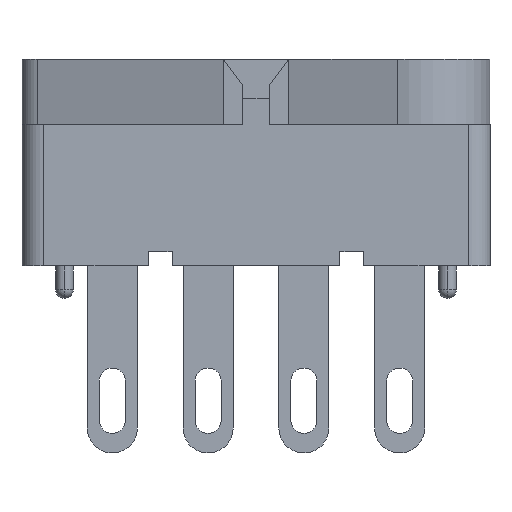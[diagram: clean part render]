
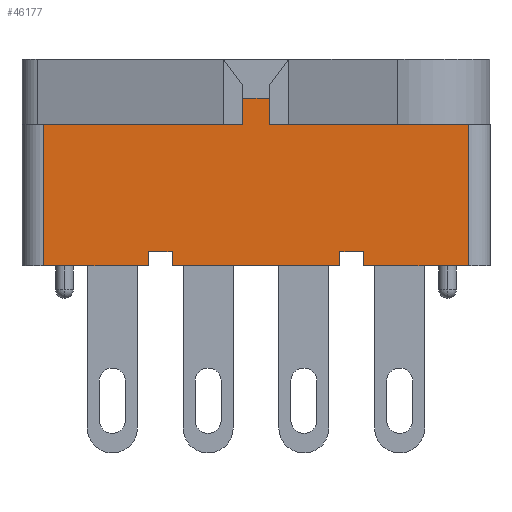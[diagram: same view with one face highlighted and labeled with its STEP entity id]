
A CAD part, front view. The second image highlights one B-rep face of the part: STEP entity #46177.
In plain terms, the highlighted planar face has unit normal (0, -1, 0).
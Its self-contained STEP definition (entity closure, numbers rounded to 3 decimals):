
#2061 = PLANE ( 'NONE',  #45376 ) ;
#2077 = CARTESIAN_POINT ( 'NONE',  ( 9.752, -12.702, -8. ) ) ;
#2078 = DIRECTION ( 'NONE',  ( 0., 1., 0. ) ) ;
#2080 = DIRECTION ( 'NONE',  ( 0., 0., 1. ) ) ;
#3906 = FACE_OUTER_BOUND ( 'NONE', #51004, .T. ) ;
#24487 = CARTESIAN_POINT ( 'NONE',  ( 9.752, -12.702, -1.5 ) ) ;
#24742 = CARTESIAN_POINT ( 'NONE',  ( -0.598, -12.702, -0.3 ) ) ;
#24743 = CARTESIAN_POINT ( 'NONE',  ( 3.852, -12.702, -7.35 ) ) ;
#24749 = CARTESIAN_POINT ( 'NONE',  ( -3.848, -12.702, -7.35 ) ) ;
#24750 = CARTESIAN_POINT ( 'NONE',  ( -4.948, -12.702, -7.35 ) ) ;
#24752 = CARTESIAN_POINT ( 'NONE',  ( 4.952, -12.702, -7.35 ) ) ;
#24754 = CARTESIAN_POINT ( 'NONE',  ( 0.602, -12.702, -0.3 ) ) ;
#24756 = CARTESIAN_POINT ( 'NONE',  ( 0.602, -12.702, -1.5 ) ) ;
#25118 = CARTESIAN_POINT ( 'NONE',  ( -9.748, -12.702, -1.5 ) ) ;
#25120 = CARTESIAN_POINT ( 'NONE',  ( -0.598, -12.702, -1.5 ) ) ;
#25183 = CARTESIAN_POINT ( 'NONE',  ( 9.752, -12.702, -8. ) ) ;
#25196 = CARTESIAN_POINT ( 'NONE',  ( 4.952, -12.702, -8. ) ) ;
#25311 = CARTESIAN_POINT ( 'NONE',  ( -3.848, -12.702, -8. ) ) ;
#25335 = LINE ( 'NONE', #27383, #25345 ) ;
#25345 = VECTOR ( 'NONE', #27403, 1000. ) ;
#25497 = LINE ( 'NONE', #29562, #25499 ) ;
#25499 = VECTOR ( 'NONE', #29546, 1000. ) ;
#25600 = LINE ( 'NONE', #29836, #25607 ) ;
#25607 = VECTOR ( 'NONE', #29844, 1000. ) ;
#26495 = CARTESIAN_POINT ( 'NONE',  ( 3.852, -12.702, -8. ) ) ;
#26559 = CARTESIAN_POINT ( 'NONE',  ( -9.748, -12.702, -8. ) ) ;
#26572 = CARTESIAN_POINT ( 'NONE',  ( -4.948, -12.702, -8. ) ) ;
#27383 = CARTESIAN_POINT ( 'NONE',  ( 9.752, -12.702, -8. ) ) ;
#27403 = DIRECTION ( 'NONE',  ( -1., 0., 0. ) ) ;
#29546 = DIRECTION ( 'NONE',  ( -1., 0., 0. ) ) ;
#29562 = CARTESIAN_POINT ( 'NONE',  ( 9.752, -12.702, -8. ) ) ;
#29836 = CARTESIAN_POINT ( 'NONE',  ( 9.752, -12.702, -1.5 ) ) ;
#29844 = DIRECTION ( 'NONE',  ( -1., 0., 0. ) ) ;
#33344 = LINE ( 'NONE', #35028, #33352 ) ;
#33352 = VECTOR ( 'NONE', #35032, 1000. ) ;
#33504 = LINE ( 'NONE', #35205, #33507 ) ;
#33506 = LINE ( 'NONE', #35207, #33509 ) ;
#33507 = VECTOR ( 'NONE', #35206, 1000. ) ;
#33508 = LINE ( 'NONE', #35209, #33511 ) ;
#33509 = VECTOR ( 'NONE', #35208, 1000. ) ;
#33510 = LINE ( 'NONE', #35211, #33513 ) ;
#33511 = VECTOR ( 'NONE', #35210, 1000. ) ;
#33512 = LINE ( 'NONE', #35213, #33515 ) ;
#33513 = VECTOR ( 'NONE', #35212, 1000. ) ;
#33514 = LINE ( 'NONE', #35215, #33517 ) ;
#33515 = VECTOR ( 'NONE', #35214, 1000. ) ;
#33516 = LINE ( 'NONE', #35217, #33519 ) ;
#33517 = VECTOR ( 'NONE', #35216, 1000. ) ;
#33518 = LINE ( 'NONE', #35219, #33521 ) ;
#33519 = VECTOR ( 'NONE', #35218, 1000. ) ;
#33520 = LINE ( 'NONE', #35221, #33523 ) ;
#33521 = VECTOR ( 'NONE', #35220, 1000. ) ;
#33522 = LINE ( 'NONE', #35223, #33525 ) ;
#33523 = VECTOR ( 'NONE', #35222, 1000. ) ;
#33524 = LINE ( 'NONE', #35225, #33527 ) ;
#33525 = VECTOR ( 'NONE', #35224, 1000. ) ;
#33527 = VECTOR ( 'NONE', #35226, 1000. ) ;
#35028 = CARTESIAN_POINT ( 'NONE',  ( 9.752, -12.702, -1.5 ) ) ;
#35032 = DIRECTION ( 'NONE',  ( -1., 0., 0. ) ) ;
#35205 = CARTESIAN_POINT ( 'NONE',  ( 9.752, -12.702, -8. ) ) ;
#35206 = DIRECTION ( 'NONE',  ( 0., 0., 1. ) ) ;
#35207 = CARTESIAN_POINT ( 'NONE',  ( -3.848, -12.702, -7.35 ) ) ;
#35208 = DIRECTION ( 'NONE',  ( -1., 0., 0. ) ) ;
#35209 = CARTESIAN_POINT ( 'NONE',  ( -3.848, -12.702, -7.35 ) ) ;
#35210 = DIRECTION ( 'NONE',  ( 0., 0., -1. ) ) ;
#35211 = CARTESIAN_POINT ( 'NONE',  ( 3.852, -12.702, -7.35 ) ) ;
#35212 = DIRECTION ( 'NONE',  ( 0., 0., -1. ) ) ;
#35213 = CARTESIAN_POINT ( 'NONE',  ( 4.952, -12.702, -7.35 ) ) ;
#35214 = DIRECTION ( 'NONE',  ( -1., 0., 0. ) ) ;
#35215 = CARTESIAN_POINT ( 'NONE',  ( 4.952, -12.702, -7.35 ) ) ;
#35216 = DIRECTION ( 'NONE',  ( 0., 0., -1. ) ) ;
#35217 = CARTESIAN_POINT ( 'NONE',  ( 0.602, -12.702, -0.3 ) ) ;
#35218 = DIRECTION ( 'NONE',  ( 0., 0., -1. ) ) ;
#35219 = CARTESIAN_POINT ( 'NONE',  ( -0.598, -12.702, -0.3 ) ) ;
#35220 = DIRECTION ( 'NONE',  ( 1., 0., 0. ) ) ;
#35221 = CARTESIAN_POINT ( 'NONE',  ( -0.598, -12.702, -0.3 ) ) ;
#35222 = DIRECTION ( 'NONE',  ( 0., 0., -1. ) ) ;
#35223 = CARTESIAN_POINT ( 'NONE',  ( -9.748, -12.702, -8. ) ) ;
#35224 = DIRECTION ( 'NONE',  ( 0., 0., 1. ) ) ;
#35225 = CARTESIAN_POINT ( 'NONE',  ( -4.948, -12.702, -7.35 ) ) ;
#35226 = DIRECTION ( 'NONE',  ( 0., 0., -1. ) ) ;
#40359 = LINE ( 'NONE', #41049, #40372 ) ;
#40372 = VECTOR ( 'NONE', #41062, 1000. ) ;
#41049 = CARTESIAN_POINT ( 'NONE',  ( 9.752, -12.702, -8. ) ) ;
#41062 = DIRECTION ( 'NONE',  ( -1., 0., 0. ) ) ;
#45376 = AXIS2_PLACEMENT_3D ( 'NONE', #2077, #2078, #2080 ) ;
#45856 = EDGE_CURVE ( 'NONE', #50278, #50265, #40359, .T. ) ;
#46177 = ADVANCED_FACE ( 'NONE', ( #3906 ), #2061, .F. ) ;
#49328 = VERTEX_POINT ( 'NONE', #24487 ) ;
#49583 = VERTEX_POINT ( 'NONE', #24742 ) ;
#49584 = VERTEX_POINT ( 'NONE', #24743 ) ;
#49590 = VERTEX_POINT ( 'NONE', #24749 ) ;
#49591 = VERTEX_POINT ( 'NONE', #24750 ) ;
#49593 = VERTEX_POINT ( 'NONE', #24752 ) ;
#49595 = VERTEX_POINT ( 'NONE', #24754 ) ;
#49597 = VERTEX_POINT ( 'NONE', #24756 ) ;
#49959 = VERTEX_POINT ( 'NONE', #25118 ) ;
#49961 = VERTEX_POINT ( 'NONE', #25120 ) ;
#50024 = VERTEX_POINT ( 'NONE', #25183 ) ;
#50037 = VERTEX_POINT ( 'NONE', #25196 ) ;
#50152 = VERTEX_POINT ( 'NONE', #25311 ) ;
#50201 = VERTEX_POINT ( 'NONE', #26495 ) ;
#50265 = VERTEX_POINT ( 'NONE', #26559 ) ;
#50278 = VERTEX_POINT ( 'NONE', #26572 ) ;
#51004 = EDGE_LOOP ( 'NONE', ( #54899, #54900, #54901, #54902, #54903, #54904, #54905, #54906, #54907, #54908, #54909, #54910, #54911, #54912, #54913, #54914 ) ) ;
#52192 = EDGE_CURVE ( 'NONE', #50201, #50152, #25335, .T. ) ;
#52313 = EDGE_CURVE ( 'NONE', #50024, #50037, #25497, .T. ) ;
#52379 = EDGE_CURVE ( 'NONE', #49961, #49959, #25600, .T. ) ;
#54899 = ORIENTED_EDGE ( 'NONE', *, *, #55164, .F. ) ;
#54900 = ORIENTED_EDGE ( 'NONE', *, *, #55165, .T. ) ;
#54901 = ORIENTED_EDGE ( 'NONE', *, *, #52192, .F. ) ;
#54902 = ORIENTED_EDGE ( 'NONE', *, *, #55166, .F. ) ;
#54903 = ORIENTED_EDGE ( 'NONE', *, *, #55167, .F. ) ;
#54904 = ORIENTED_EDGE ( 'NONE', *, *, #55168, .T. ) ;
#54905 = ORIENTED_EDGE ( 'NONE', *, *, #52313, .F. ) ;
#54906 = ORIENTED_EDGE ( 'NONE', *, *, #55163, .T. ) ;
#54907 = ORIENTED_EDGE ( 'NONE', *, *, #55081, .T. ) ;
#54908 = ORIENTED_EDGE ( 'NONE', *, *, #55169, .F. ) ;
#54909 = ORIENTED_EDGE ( 'NONE', *, *, #55170, .F. ) ;
#54910 = ORIENTED_EDGE ( 'NONE', *, *, #55171, .T. ) ;
#54911 = ORIENTED_EDGE ( 'NONE', *, *, #52379, .T. ) ;
#54912 = ORIENTED_EDGE ( 'NONE', *, *, #55172, .F. ) ;
#54913 = ORIENTED_EDGE ( 'NONE', *, *, #45856, .F. ) ;
#54914 = ORIENTED_EDGE ( 'NONE', *, *, #55173, .F. ) ;
#55081 = EDGE_CURVE ( 'NONE', #49328, #49597, #33344, .T. ) ;
#55163 = EDGE_CURVE ( 'NONE', #50024, #49328, #33504, .T. ) ;
#55164 = EDGE_CURVE ( 'NONE', #49590, #49591, #33506, .T. ) ;
#55165 = EDGE_CURVE ( 'NONE', #49590, #50152, #33508, .T. ) ;
#55166 = EDGE_CURVE ( 'NONE', #49584, #50201, #33510, .T. ) ;
#55167 = EDGE_CURVE ( 'NONE', #49593, #49584, #33512, .T. ) ;
#55168 = EDGE_CURVE ( 'NONE', #49593, #50037, #33514, .T. ) ;
#55169 = EDGE_CURVE ( 'NONE', #49595, #49597, #33516, .T. ) ;
#55170 = EDGE_CURVE ( 'NONE', #49583, #49595, #33518, .T. ) ;
#55171 = EDGE_CURVE ( 'NONE', #49583, #49961, #33520, .T. ) ;
#55172 = EDGE_CURVE ( 'NONE', #50265, #49959, #33522, .T. ) ;
#55173 = EDGE_CURVE ( 'NONE', #49591, #50278, #33524, .T. ) ;
